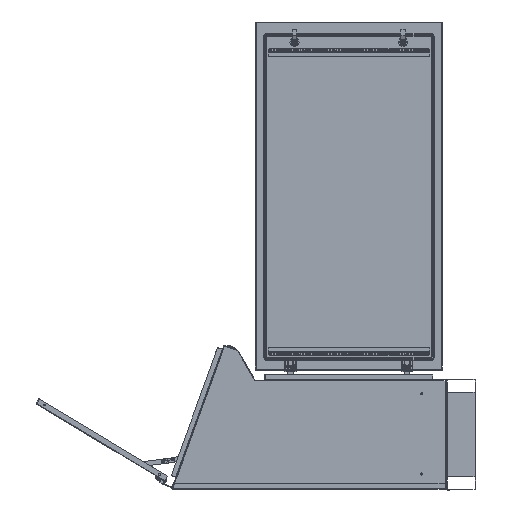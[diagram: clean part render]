
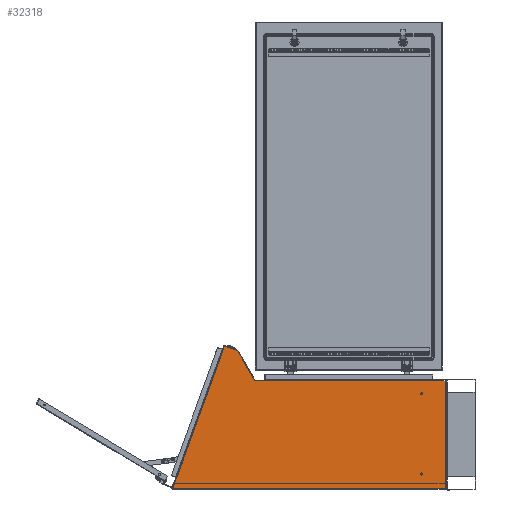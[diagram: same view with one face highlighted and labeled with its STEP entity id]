
A CAD part, left-side view. The second image highlights one B-rep face of the part: STEP entity #32318.
In plain terms, the highlighted face is planar.
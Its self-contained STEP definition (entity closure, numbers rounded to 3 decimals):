
#1484 = ORIENTED_EDGE ( 'NONE', *, *, #58496, .T. ) ;
#1928 = DIRECTION ( 'NONE',  ( 0., 0., 1. ) ) ;
#2452 = VERTEX_POINT ( 'NONE', #44052 ) ;
#2716 = DIRECTION ( 'NONE',  ( 1., 0., 0. ) ) ;
#3189 = CARTESIAN_POINT ( 'NONE',  ( 0., 654.864, 0. ) ) ;
#4245 = VERTEX_POINT ( 'NONE', #5837 ) ;
#5135 = EDGE_CURVE ( 'NONE', #58359, #2452, #67815, .T. ) ;
#5558 = DIRECTION ( 'NONE',  ( 1., 0., 0. ) ) ;
#5664 = CARTESIAN_POINT ( 'NONE',  ( -320.49, 82.5, 0. ) ) ;
#5837 = CARTESIAN_POINT ( 'NONE',  ( -369.99, 936.889, 0. ) ) ;
#6964 = VERTEX_POINT ( 'NONE', #55007 ) ;
#7791 = VERTEX_POINT ( 'NONE', #3189 ) ;
#8060 = PLANE ( 'NONE',  #51022 ) ;
#9014 = VECTOR ( 'NONE', #65117, 1000. ) ;
#9798 = VERTEX_POINT ( 'NONE', #19961 ) ;
#10369 = EDGE_CURVE ( 'NONE', #47655, #9798, #77560, .T. ) ;
#12795 = EDGE_CURVE ( 'NONE', #7791, #78192, #62244, .T. ) ;
#12921 = VERTEX_POINT ( 'NONE', #53046 ) ;
#15067 = CARTESIAN_POINT ( 'NONE',  ( 0., 0., 0. ) ) ;
#15140 = CARTESIAN_POINT ( 'NONE',  ( 119.947, 761.227, 0. ) ) ;
#15225 = CARTESIAN_POINT ( 'NONE',  ( -319.99, 82.5, 0. ) ) ;
#17569 = LINE ( 'NONE', #73669, #60653 ) ;
#19022 = CIRCLE ( 'NONE', #32137, 0.5 ) ;
#19656 = LINE ( 'NONE', #38524, #53204 ) ;
#19798 = VECTOR ( 'NONE', #74670, 1000. ) ;
#19961 = CARTESIAN_POINT ( 'NONE',  ( -319.49, 82.5, 0. ) ) ;
#21049 = DIRECTION ( 'NONE',  ( 1., 0., 0. ) ) ;
#22648 = AXIS2_PLACEMENT_3D ( 'NONE', #22671, #34617, #53411 ) ;
#22671 = CARTESIAN_POINT ( 'NONE',  ( -319.99, 82.5, 0. ) ) ;
#23350 = CARTESIAN_POINT ( 'NONE',  ( 119.092, 758.877, 0. ) ) ;
#24010 = VECTOR ( 'NONE', #21049, 1000. ) ;
#24832 = DIRECTION ( 'NONE',  ( 0., 0., 1. ) ) ;
#25466 = ORIENTED_EDGE ( 'NONE', *, *, #43755, .F. ) ;
#27175 = VERTEX_POINT ( 'NONE', #67714 ) ;
#27294 = ORIENTED_EDGE ( 'NONE', *, *, #32196, .T. ) ;
#28626 = LINE ( 'NONE', #15140, #9014 ) ;
#31361 = AXIS2_PLACEMENT_3D ( 'NONE', #80546, #24832, #5558 ) ;
#31463 = VECTOR ( 'NONE', #40465, 1000. ) ;
#31505 = CARTESIAN_POINT ( 'NONE',  ( 102.846, 714.242, 0. ) ) ;
#31765 = DIRECTION ( 'NONE',  ( 0., 0., 1. ) ) ;
#32137 = AXIS2_PLACEMENT_3D ( 'NONE', #15225, #60243, #40617 ) ;
#32166 = CARTESIAN_POINT ( 'NONE',  ( -369.99, 2.5, 0. ) ) ;
#32196 = EDGE_CURVE ( 'NONE', #72775, #4245, #39651, .T. ) ;
#32318 = ADVANCED_FACE ( 'NONE', ( #71182, #58074, #45399 ), #8060, .T. ) ;
#33997 = ORIENTED_EDGE ( 'NONE', *, *, #79332, .T. ) ;
#34617 = DIRECTION ( 'NONE',  ( 0., 0., 1. ) ) ;
#35269 = EDGE_CURVE ( 'NONE', #66186, #12921, #17569, .T. ) ;
#36509 = CARTESIAN_POINT ( 'NONE',  ( 0., 0., 0. ) ) ;
#36955 = ORIENTED_EDGE ( 'NONE', *, *, #39969, .F. ) ;
#38524 = CARTESIAN_POINT ( 'NONE',  ( -369.99, 0., 0. ) ) ;
#38744 = AXIS2_PLACEMENT_3D ( 'NONE', #47882, #31765, #41731 ) ;
#39220 = EDGE_CURVE ( 'NONE', #9798, #47655, #19022, .T. ) ;
#39397 = ORIENTED_EDGE ( 'NONE', *, *, #12795, .T. ) ;
#39626 = EDGE_LOOP ( 'NONE', ( #25466, #36955 ) ) ;
#39651 = LINE ( 'NONE', #64647, #31463 ) ;
#39969 = EDGE_CURVE ( 'NONE', #27175, #6964, #58369, .T. ) ;
#40465 = DIRECTION ( 'NONE',  ( -0.94, 0.342, 0. ) ) ;
#40617 = DIRECTION ( 'NONE',  ( 1., 0., 0. ) ) ;
#40805 = EDGE_CURVE ( 'NONE', #4245, #58359, #19656, .T. ) ;
#41731 = DIRECTION ( 'NONE',  ( 1., 0., 0. ) ) ;
#43755 = EDGE_CURVE ( 'NONE', #6964, #27175, #47002, .T. ) ;
#44052 = CARTESIAN_POINT ( 'NONE',  ( 0., 2.5, 0. ) ) ;
#45399 = FACE_BOUND ( 'NONE', #39626, .T. ) ;
#47002 = CIRCLE ( 'NONE', #31361, 0.5 ) ;
#47592 = ORIENTED_EDGE ( 'NONE', *, *, #35269, .T. ) ;
#47655 = VERTEX_POINT ( 'NONE', #5664 ) ;
#47852 = EDGE_LOOP ( 'NONE', ( #58604, #60901, #1484, #47592, #57607, #39397, #33997, #27294 ) ) ;
#47882 = CARTESIAN_POINT ( 'NONE',  ( -44.99, 82.5, 0. ) ) ;
#48748 = ORIENTED_EDGE ( 'NONE', *, *, #10369, .F. ) ;
#50374 = CARTESIAN_POINT ( 'NONE',  ( 0., 46.75, 0. ) ) ;
#51022 = AXIS2_PLACEMENT_3D ( 'NONE', #15067, #1928, #2716 ) ;
#51187 = DIRECTION ( 'NONE',  ( 0., -1., 0. ) ) ;
#51505 = EDGE_CURVE ( 'NONE', #12921, #7791, #55420, .T. ) ;
#52973 = EDGE_LOOP ( 'NONE', ( #48748, #70854 ) ) ;
#53046 = CARTESIAN_POINT ( 'NONE',  ( 0., 619.864, 0. ) ) ;
#53204 = VECTOR ( 'NONE', #51187, 1000. ) ;
#53294 = CARTESIAN_POINT ( 'NONE',  ( -369.99, 2.5, 0. ) ) ;
#53411 = DIRECTION ( 'NONE',  ( 1., 0., 0. ) ) ;
#55007 = CARTESIAN_POINT ( 'NONE',  ( -45.49, 82.5, 0. ) ) ;
#55420 = LINE ( 'NONE', #80411, #19798 ) ;
#55673 = CARTESIAN_POINT ( 'NONE',  ( 102.846, 714.242, 0. ) ) ;
#55729 = LINE ( 'NONE', #36509, #64906 ) ;
#57607 = ORIENTED_EDGE ( 'NONE', *, *, #51505, .T. ) ;
#58074 = FACE_BOUND ( 'NONE', #52973, .T. ) ;
#58359 = VERTEX_POINT ( 'NONE', #53294 ) ;
#58369 = CIRCLE ( 'NONE', #38744, 0.5 ) ;
#58496 = EDGE_CURVE ( 'NONE', #2452, #66186, #55729, .T. ) ;
#58604 = ORIENTED_EDGE ( 'NONE', *, *, #40805, .T. ) ;
#60243 = DIRECTION ( 'NONE',  ( 0., 0., 1. ) ) ;
#60653 = VECTOR ( 'NONE', #74481, 1000. ) ;
#60901 = ORIENTED_EDGE ( 'NONE', *, *, #5135, .T. ) ;
#61026 = DIRECTION ( 'NONE',  ( 0.866, 0.5, 0. ) ) ;
#62244 = LINE ( 'NONE', #31505, #64604 ) ;
#64604 = VECTOR ( 'NONE', #61026, 1000. ) ;
#64647 = CARTESIAN_POINT ( 'NONE',  ( 119.092, 758.877, 0. ) ) ;
#64906 = VECTOR ( 'NONE', #68024, 1000. ) ;
#65117 = DIRECTION ( 'NONE',  ( 0.342, 0.94, 0. ) ) ;
#66186 = VERTEX_POINT ( 'NONE', #50374 ) ;
#67714 = CARTESIAN_POINT ( 'NONE',  ( -44.49, 82.5, 0. ) ) ;
#67815 = LINE ( 'NONE', #32166, #24010 ) ;
#68024 = DIRECTION ( 'NONE',  ( 0., 1., 0. ) ) ;
#70854 = ORIENTED_EDGE ( 'NONE', *, *, #39220, .F. ) ;
#71182 = FACE_OUTER_BOUND ( 'NONE', #47852, .T. ) ;
#72775 = VERTEX_POINT ( 'NONE', #23350 ) ;
#73669 = CARTESIAN_POINT ( 'NONE',  ( 0., 46.75, 0. ) ) ;
#74481 = DIRECTION ( 'NONE',  ( 0., 1., 0. ) ) ;
#74670 = DIRECTION ( 'NONE',  ( 0., 1., 0. ) ) ;
#77560 = CIRCLE ( 'NONE', #22648, 0.5 ) ;
#78192 = VERTEX_POINT ( 'NONE', #55673 ) ;
#79332 = EDGE_CURVE ( 'NONE', #78192, #72775, #28626, .T. ) ;
#80411 = CARTESIAN_POINT ( 'NONE',  ( 0., 0., 0. ) ) ;
#80546 = CARTESIAN_POINT ( 'NONE',  ( -44.99, 82.5, 0. ) ) ;
